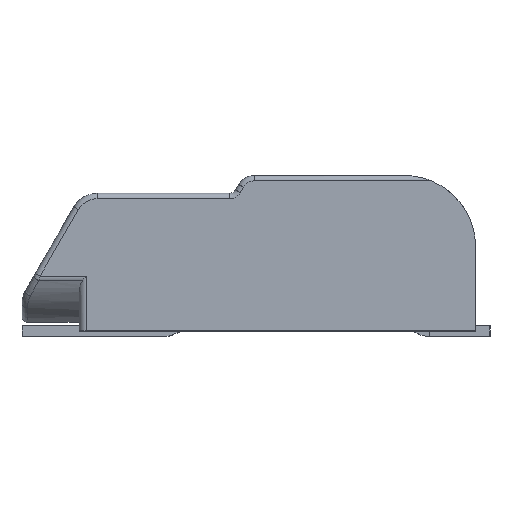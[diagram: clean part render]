
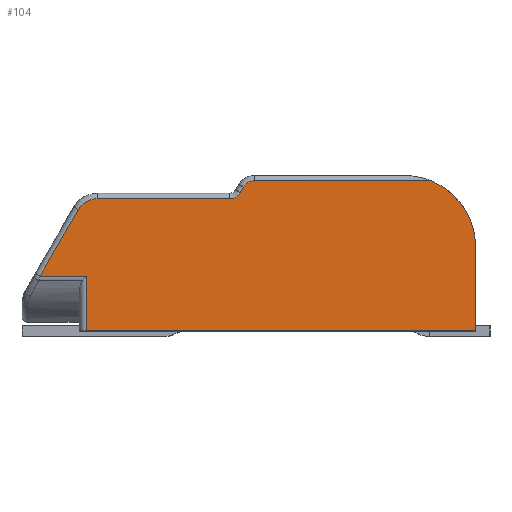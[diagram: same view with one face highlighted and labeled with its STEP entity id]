
A CAD part, top view. The second image highlights one B-rep face of the part: STEP entity #104.
In plain terms, the highlighted planar face has unit normal (0, 0, 1).
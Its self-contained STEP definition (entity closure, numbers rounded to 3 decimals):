
#3 = VERTEX_POINT ( 'NONE', #2375 ) ;
#15 = CARTESIAN_POINT ( 'NONE',  ( -4.4, 3.85, 1.95 ) ) ;
#29 = VERTEX_POINT ( 'NONE', #416 ) ;
#41 = CIRCLE ( 'NONE', #2576, 0.35 ) ;
#48 = ORIENTED_EDGE ( 'NONE', *, *, #3642, .T. ) ;
#104 = ADVANCED_FACE ( 'NONE', ( #4685 ), #2396, .F. ) ;
#117 = CARTESIAN_POINT ( 'NONE',  ( -6.5, 22.285, 1.95 ) ) ;
#141 = ORIENTED_EDGE ( 'NONE', *, *, #312, .F. ) ;
#178 = DIRECTION ( 'NONE',  ( 1., 0., 0. ) ) ;
#241 = VECTOR ( 'NONE', #3696, 1000. ) ;
#312 = EDGE_CURVE ( 'NONE', #549, #3, #3028, .T. ) ;
#343 = DIRECTION ( 'NONE',  ( 0., 0., 1. ) ) ;
#371 = DIRECTION ( 'NONE',  ( -1., 0., 0. ) ) ;
#416 = CARTESIAN_POINT ( 'NONE',  ( -0.39, 4.025, 1.95 ) ) ;
#508 = DIRECTION ( 'NONE',  ( -1., 0., 0. ) ) ;
#511 = VECTOR ( 'NONE', #4175, 1000. ) ;
#521 = CARTESIAN_POINT ( 'NONE',  ( 0., 4., 1.95 ) ) ;
#549 = VERTEX_POINT ( 'NONE', #1299 ) ;
#563 = CARTESIAN_POINT ( 'NONE',  ( -6.5, 1.686, 1.95 ) ) ;
#583 = CARTESIAN_POINT ( 'NONE',  ( -6.5, 0.15, 1.95 ) ) ;
#609 = CARTESIAN_POINT ( 'NONE',  ( -4.7, 0.15, 1.95 ) ) ;
#617 = VERTEX_POINT ( 'NONE', #1656 ) ;
#722 = VERTEX_POINT ( 'NONE', #4678 ) ;
#748 = CARTESIAN_POINT ( 'NONE',  ( -6.074, 1.55, 1.95 ) ) ;
#833 = CARTESIAN_POINT ( 'NONE',  ( 4.2, 2.5, 1.95 ) ) ;
#1007 = EDGE_CURVE ( 'NONE', #4417, #3, #3101, .T. ) ;
#1014 = VECTOR ( 'NONE', #371, 1000. ) ;
#1055 = CIRCLE ( 'NONE', #2217, 0.6 ) ;
#1192 = ORIENTED_EDGE ( 'NONE', *, *, #3932, .T. ) ;
#1236 = DIRECTION ( 'NONE',  ( 1., 0., 0. ) ) ;
#1239 = VERTEX_POINT ( 'NONE', #1302 ) ;
#1256 = LINE ( 'NONE', #563, #3149 ) ;
#1299 = CARTESIAN_POINT ( 'NONE',  ( 6.2, 2.5, 1.95 ) ) ;
#1302 = CARTESIAN_POINT ( 'NONE',  ( -4.92, 3.55, 1.95 ) ) ;
#1378 = DIRECTION ( 'NONE',  ( 1., 0., 0. ) ) ;
#1521 = ORIENTED_EDGE ( 'NONE', *, *, #4680, .T. ) ;
#1531 = ORIENTED_EDGE ( 'NONE', *, *, #1007, .T. ) ;
#1596 = CARTESIAN_POINT ( 'NONE',  ( -0.39, 4.025, 1.95 ) ) ;
#1616 = DIRECTION ( 'NONE',  ( -0.5, -0.866, 0. ) ) ;
#1656 = CARTESIAN_POINT ( 'NONE',  ( 4.96, 4.35, 1.95 ) ) ;
#1697 = CARTESIAN_POINT ( 'NONE',  ( -4.7, 1.686, 1.95 ) ) ;
#1783 = ORIENTED_EDGE ( 'NONE', *, *, #4460, .T. ) ;
#1818 = EDGE_CURVE ( 'NONE', #2135, #4417, #2458, .T. ) ;
#1875 = LINE ( 'NONE', #748, #511 ) ;
#1883 = EDGE_LOOP ( 'NONE', ( #1783, #3365, #1531, #141, #3207, #4423, #4821, #1971, #48, #1521, #1192, #4690 ) ) ;
#1903 = CARTESIAN_POINT ( 'NONE',  ( 0., 4.35, 1.95 ) ) ;
#1969 = CARTESIAN_POINT ( 'NONE',  ( -4.4, 3.85, 1.95 ) ) ;
#1971 = ORIENTED_EDGE ( 'NONE', *, *, #3071, .T. ) ;
#2003 = DIRECTION ( 'NONE',  ( 0., 0., 1. ) ) ;
#2006 = CIRCLE ( 'NONE', #4007, 0.35 ) ;
#2022 = VECTOR ( 'NONE', #1378, 1000. ) ;
#2064 = DIRECTION ( 'NONE',  ( 0., 0., -1. ) ) ;
#2075 = LINE ( 'NONE', #1596, #3375 ) ;
#2135 = VERTEX_POINT ( 'NONE', #1697 ) ;
#2217 = AXIS2_PLACEMENT_3D ( 'NONE', #2650, #343, #3425 ) ;
#2289 = CARTESIAN_POINT ( 'NONE',  ( -0.303, 4.175, 1.95 ) ) ;
#2375 = CARTESIAN_POINT ( 'NONE',  ( 6.2, 0.15, 1.95 ) ) ;
#2385 = CARTESIAN_POINT ( 'NONE',  ( -0.693, 4.2, 1.95 ) ) ;
#2396 = PLANE ( 'NONE',  #3006 ) ;
#2430 = LINE ( 'NONE', #4883, #4918 ) ;
#2458 = LINE ( 'NONE', #2559, #241 ) ;
#2559 = CARTESIAN_POINT ( 'NONE',  ( -4.7, 0.15, 1.95 ) ) ;
#2576 = AXIS2_PLACEMENT_3D ( 'NONE', #2385, #2670, #3846 ) ;
#2650 = CARTESIAN_POINT ( 'NONE',  ( -4.4, 3.25, 1.95 ) ) ;
#2670 = DIRECTION ( 'NONE',  ( 0., 0., -1. ) ) ;
#2673 = VERTEX_POINT ( 'NONE', #1903 ) ;
#2900 = VERTEX_POINT ( 'NONE', #15 ) ;
#3006 = AXIS2_PLACEMENT_3D ( 'NONE', #117, #2064, #3940 ) ;
#3028 = LINE ( 'NONE', #4438, #3571 ) ;
#3040 = EDGE_CURVE ( 'NONE', #549, #617, #3570, .T. ) ;
#3071 = EDGE_CURVE ( 'NONE', #3513, #29, #2075, .T. ) ;
#3101 = LINE ( 'NONE', #583, #2022 ) ;
#3149 = VECTOR ( 'NONE', #178, 1000. ) ;
#3207 = ORIENTED_EDGE ( 'NONE', *, *, #3040, .T. ) ;
#3365 = ORIENTED_EDGE ( 'NONE', *, *, #1818, .T. ) ;
#3375 = VECTOR ( 'NONE', #1616, 1000. ) ;
#3412 = EDGE_CURVE ( 'NONE', #617, #2673, #2430, .T. ) ;
#3425 = DIRECTION ( 'NONE',  ( -1., 0., 0. ) ) ;
#3480 = DIRECTION ( 'NONE',  ( 0., 0., 1. ) ) ;
#3513 = VERTEX_POINT ( 'NONE', #2289 ) ;
#3570 = CIRCLE ( 'NONE', #4364, 2. ) ;
#3571 = VECTOR ( 'NONE', #4805, 1000. ) ;
#3642 = EDGE_CURVE ( 'NONE', #29, #722, #41, .T. ) ;
#3696 = DIRECTION ( 'NONE',  ( 0., -1., 0. ) ) ;
#3732 = EDGE_CURVE ( 'NONE', #2673, #3513, #2006, .T. ) ;
#3743 = VERTEX_POINT ( 'NONE', #4728 ) ;
#3846 = DIRECTION ( 'NONE',  ( -1., 0., 0. ) ) ;
#3860 = LINE ( 'NONE', #1969, #1014 ) ;
#3932 = EDGE_CURVE ( 'NONE', #2900, #1239, #1055, .T. ) ;
#3940 = DIRECTION ( 'NONE',  ( -1., 0., 0. ) ) ;
#3992 = EDGE_CURVE ( 'NONE', #1239, #3743, #1875, .T. ) ;
#4007 = AXIS2_PLACEMENT_3D ( 'NONE', #521, #2003, #508 ) ;
#4144 = DIRECTION ( 'NONE',  ( -1., 0., 0. ) ) ;
#4175 = DIRECTION ( 'NONE',  ( -0.5, -0.866, 0. ) ) ;
#4364 = AXIS2_PLACEMENT_3D ( 'NONE', #833, #3480, #1236 ) ;
#4417 = VERTEX_POINT ( 'NONE', #609 ) ;
#4423 = ORIENTED_EDGE ( 'NONE', *, *, #3412, .T. ) ;
#4438 = CARTESIAN_POINT ( 'NONE',  ( 6.2, 22.285, 1.95 ) ) ;
#4460 = EDGE_CURVE ( 'NONE', #3743, #2135, #1256, .T. ) ;
#4678 = CARTESIAN_POINT ( 'NONE',  ( -0.693, 3.85, 1.95 ) ) ;
#4680 = EDGE_CURVE ( 'NONE', #722, #2900, #3860, .T. ) ;
#4685 = FACE_OUTER_BOUND ( 'NONE', #1883, .T. ) ;
#4690 = ORIENTED_EDGE ( 'NONE', *, *, #3992, .T. ) ;
#4728 = CARTESIAN_POINT ( 'NONE',  ( -5.996, 1.686, 1.95 ) ) ;
#4805 = DIRECTION ( 'NONE',  ( 0., -1., 0. ) ) ;
#4821 = ORIENTED_EDGE ( 'NONE', *, *, #3732, .T. ) ;
#4883 = CARTESIAN_POINT ( 'NONE',  ( 0., 4.35, 1.95 ) ) ;
#4918 = VECTOR ( 'NONE', #4144, 1000. ) ;
